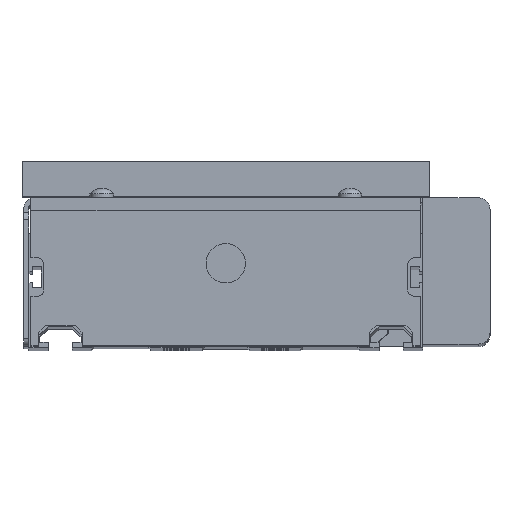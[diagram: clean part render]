
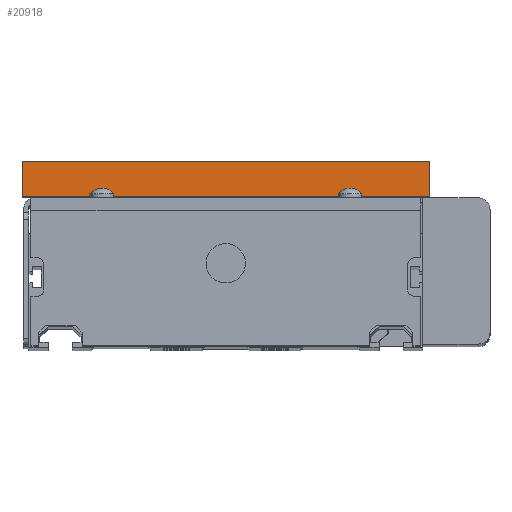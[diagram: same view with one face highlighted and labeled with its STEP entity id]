
A CAD part, top view. The second image highlights one B-rep face of the part: STEP entity #20918.
In plain terms, the highlighted planar face has unit normal (0, 0, 1).
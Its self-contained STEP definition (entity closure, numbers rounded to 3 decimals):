
#263 = AXIS2_PLACEMENT_3D ( 'NONE', #397, #8458, #4438 ) ;
#397 = CARTESIAN_POINT ( 'NONE',  ( -51.75, 17.5, 90. ) ) ;
#1647 = DIRECTION ( 'NONE',  ( 0., 1., 0. ) ) ;
#1924 = VECTOR ( 'NONE', #2375, 1000. ) ;
#1969 = CARTESIAN_POINT ( 'NONE',  ( -51.75, 26.5, 90. ) ) ;
#2159 = LINE ( 'NONE', #14128, #12441 ) ;
#2375 = DIRECTION ( 'NONE',  ( 0., 1., 0. ) ) ;
#2620 = VECTOR ( 'NONE', #21398, 1000. ) ;
#4067 = VERTEX_POINT ( 'NONE', #5860 ) ;
#4132 = VERTEX_POINT ( 'NONE', #1969 ) ;
#4438 = DIRECTION ( 'NONE',  ( 1., 0., 0. ) ) ;
#5814 = EDGE_CURVE ( 'NONE', #11988, #6428, #15875, .T. ) ;
#5860 = CARTESIAN_POINT ( 'NONE',  ( 51.75, 26.5, 90. ) ) ;
#6428 = VERTEX_POINT ( 'NONE', #16845 ) ;
#6538 = CARTESIAN_POINT ( 'NONE',  ( -51.75, 17.5, 90. ) ) ;
#6982 = ORIENTED_EDGE ( 'NONE', *, *, #5814, .T. ) ;
#8296 = CARTESIAN_POINT ( 'NONE',  ( -51.75, 17.5, 90. ) ) ;
#8458 = DIRECTION ( 'NONE',  ( 0., 0., 1. ) ) ;
#11501 = LINE ( 'NONE', #21527, #2620 ) ;
#11915 = CARTESIAN_POINT ( 'NONE',  ( -51.75, 17.5, 90. ) ) ;
#11988 = VERTEX_POINT ( 'NONE', #11915 ) ;
#12385 = LINE ( 'NONE', #6538, #1924 ) ;
#12441 = VECTOR ( 'NONE', #1647, 1000. ) ;
#13104 = VECTOR ( 'NONE', #16256, 1000. ) ;
#13556 = EDGE_LOOP ( 'NONE', ( #17696, #15745, #6982, #18440 ) ) ;
#14128 = CARTESIAN_POINT ( 'NONE',  ( 51.75, 17.5, 90. ) ) ;
#15745 = ORIENTED_EDGE ( 'NONE', *, *, #19338, .F. ) ;
#15875 = LINE ( 'NONE', #8296, #13104 ) ;
#16149 = EDGE_CURVE ( 'NONE', #4132, #4067, #11501, .T. ) ;
#16256 = DIRECTION ( 'NONE',  ( 1., 0., 0. ) ) ;
#16546 = PLANE ( 'NONE',  #263 ) ;
#16845 = CARTESIAN_POINT ( 'NONE',  ( 51.75, 17.5, 90. ) ) ;
#17696 = ORIENTED_EDGE ( 'NONE', *, *, #16149, .F. ) ;
#18440 = ORIENTED_EDGE ( 'NONE', *, *, #23835, .T. ) ;
#19338 = EDGE_CURVE ( 'NONE', #11988, #4132, #12385, .T. ) ;
#20066 = FACE_OUTER_BOUND ( 'NONE', #13556, .T. ) ;
#20918 = ADVANCED_FACE ( 'NONE', ( #20066 ), #16546, .T. ) ;
#21398 = DIRECTION ( 'NONE',  ( 1., 0., 0. ) ) ;
#21527 = CARTESIAN_POINT ( 'NONE',  ( -51.75, 26.5, 90. ) ) ;
#23835 = EDGE_CURVE ( 'NONE', #6428, #4067, #2159, .T. ) ;
